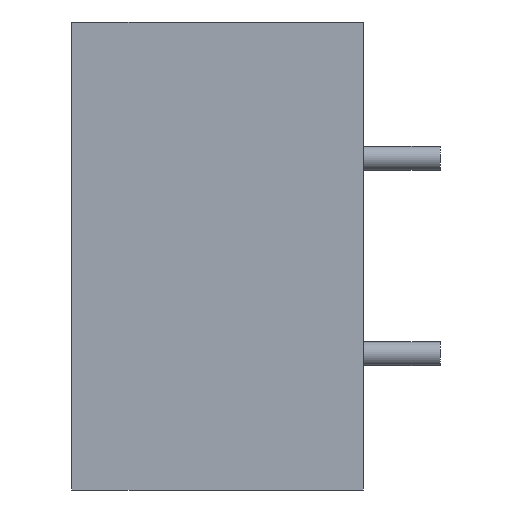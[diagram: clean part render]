
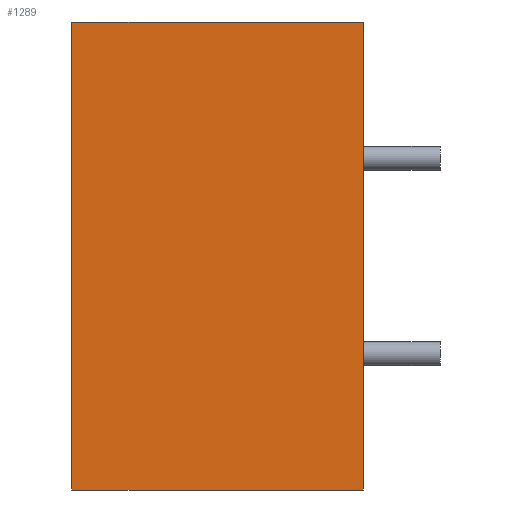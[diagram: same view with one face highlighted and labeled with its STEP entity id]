
A CAD part, left-side view. The second image highlights one B-rep face of the part: STEP entity #1289.
In plain terms, the highlighted planar face has unit normal (-1, 0, 0).
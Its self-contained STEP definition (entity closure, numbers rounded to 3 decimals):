
#29 = CARTESIAN_POINT ( 'NONE',  ( 0., 0., 0. ) ) ;
#76 = VERTEX_POINT ( 'NONE', #2032 ) ;
#150 = CARTESIAN_POINT ( 'NONE',  ( 0., 15.2, 24.4 ) ) ;
#169 = ORIENTED_EDGE ( 'NONE', *, *, #2717, .F. ) ;
#440 = PLANE ( 'NONE',  #1921 ) ;
#442 = VECTOR ( 'NONE', #1351, 1000. ) ;
#891 = ORIENTED_EDGE ( 'NONE', *, *, #1894, .F. ) ;
#966 = DIRECTION ( 'NONE',  ( 0., -1., 0. ) ) ;
#973 = ORIENTED_EDGE ( 'NONE', *, *, #1461, .T. ) ;
#1061 = CARTESIAN_POINT ( 'NONE',  ( 0., 0., 24.4 ) ) ;
#1248 = VECTOR ( 'NONE', #1789, 1000. ) ;
#1262 = CARTESIAN_POINT ( 'NONE',  ( 0., 15.2, 0. ) ) ;
#1289 = ADVANCED_FACE ( 'NONE', ( #2530 ), #440, .F. ) ;
#1351 = DIRECTION ( 'NONE',  ( 0., 0., -1. ) ) ;
#1371 = LINE ( 'NONE', #2517, #1248 ) ;
#1439 = VERTEX_POINT ( 'NONE', #3075 ) ;
#1461 = EDGE_CURVE ( 'NONE', #76, #2972, #2841, .T. ) ;
#1646 = VECTOR ( 'NONE', #2959, 1000. ) ;
#1655 = CARTESIAN_POINT ( 'NONE',  ( 0., 0., 24.4 ) ) ;
#1701 = LINE ( 'NONE', #2699, #2329 ) ;
#1718 = VERTEX_POINT ( 'NONE', #29 ) ;
#1789 = DIRECTION ( 'NONE',  ( 0., 0., -1. ) ) ;
#1830 = ORIENTED_EDGE ( 'NONE', *, *, #2855, .T. ) ;
#1894 = EDGE_CURVE ( 'NONE', #76, #1439, #2186, .T. ) ;
#1920 = DIRECTION ( 'NONE',  ( 0., 0., -1. ) ) ;
#1921 = AXIS2_PLACEMENT_3D ( 'NONE', #1655, #2406, #1920 ) ;
#2032 = CARTESIAN_POINT ( 'NONE',  ( 0., 15.2, 24.4 ) ) ;
#2186 = LINE ( 'NONE', #1061, #1646 ) ;
#2329 = VECTOR ( 'NONE', #966, 1000. ) ;
#2406 = DIRECTION ( 'NONE',  ( 1., 0., 0. ) ) ;
#2517 = CARTESIAN_POINT ( 'NONE',  ( 0., 0., 24.4 ) ) ;
#2530 = FACE_OUTER_BOUND ( 'NONE', #3129, .T. ) ;
#2699 = CARTESIAN_POINT ( 'NONE',  ( 0., 0., 0. ) ) ;
#2717 = EDGE_CURVE ( 'NONE', #1439, #1718, #1371, .T. ) ;
#2841 = LINE ( 'NONE', #150, #442 ) ;
#2855 = EDGE_CURVE ( 'NONE', #2972, #1718, #1701, .T. ) ;
#2959 = DIRECTION ( 'NONE',  ( 0., -1., 0. ) ) ;
#2972 = VERTEX_POINT ( 'NONE', #1262 ) ;
#3075 = CARTESIAN_POINT ( 'NONE',  ( 0., 0., 24.4 ) ) ;
#3129 = EDGE_LOOP ( 'NONE', ( #1830, #169, #891, #973 ) ) ;
